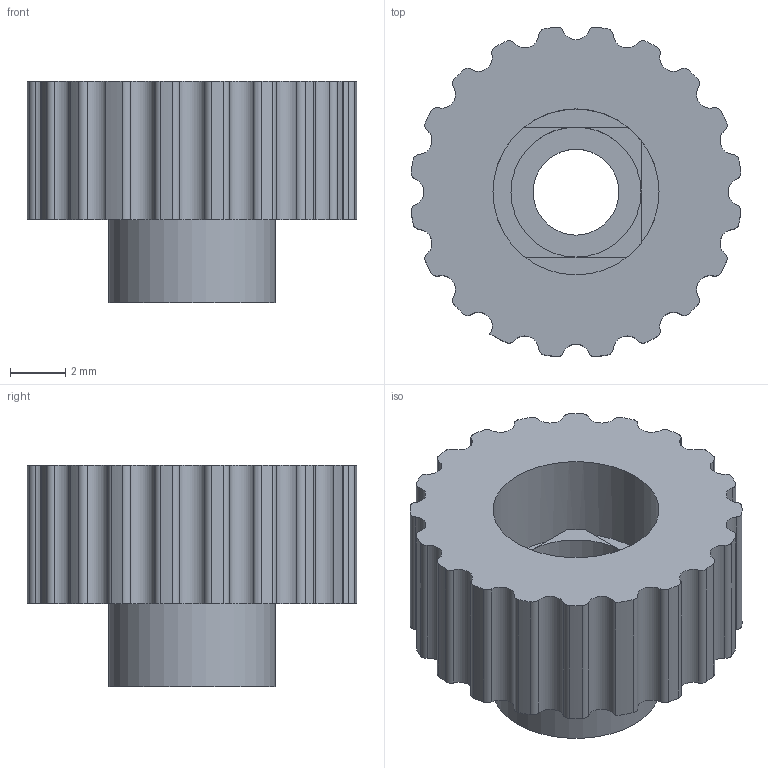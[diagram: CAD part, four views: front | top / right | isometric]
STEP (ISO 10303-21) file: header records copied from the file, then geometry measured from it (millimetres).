
FILE_DESCRIPTION(/* description */ (''),/* implementation_level */ '2;1');
FILE_NAME(/* name */ 'Thumbscrew v2.step',/* time_stamp */ '2025-09-24T13:36:34-07:00',/* author */ (''),/* organization */ (''),/* preprocessor_version */ 'ST-DEVELOPER v20.1',/* originating_system */ 'Autodesk Translation Framework v14.17.0.0',/* authorisation */ '');
FILE_SCHEMA (('AUTOMOTIVE_DESIGN { 1 0 10303 214 3 1 1 }'));
Length unit declared in the file: millimetre
Products named in the file (1): Thumbscrew
Bounding box: 11.92 x 11.92 x 8 mm (x, y, z)
Volume: 447 mm3; surface area: 609.2 mm2
Topology: 1 solids, 1 shells, 99 faces, 279 edges, 183 vertices
Faces by surface type: cylinder 83, plane 16
Full cylindrical faces by diameter (mm): 3.1 x1, 4.7 x1, 6 x2
Entity records: 3337 total; most frequent: DIRECTION 655, CARTESIAN_POINT 564, ORIENTED_EDGE 562, EDGE_CURVE 281, AXIS2_PLACEMENT_3D 274, VERTEX_POINT 183, CIRCLE 174, LINE 107
